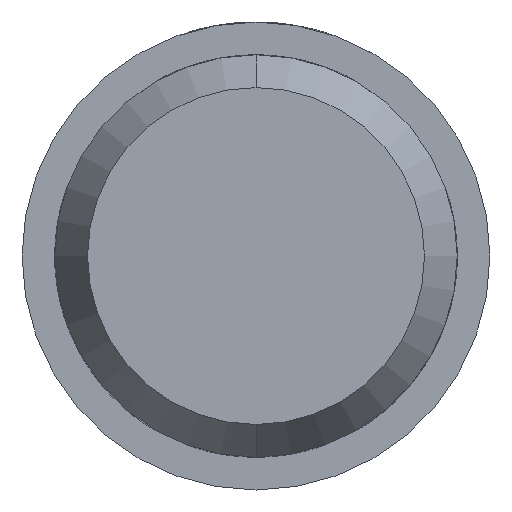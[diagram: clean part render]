
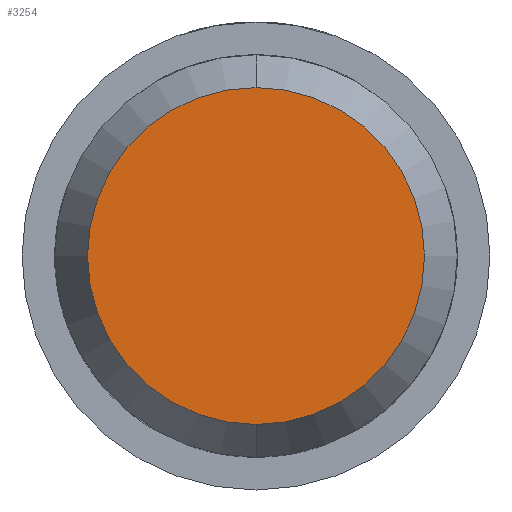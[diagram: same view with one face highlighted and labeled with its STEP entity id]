
A CAD part, front view. The second image highlights one B-rep face of the part: STEP entity #3254.
In plain terms, the highlighted planar face has unit normal (0, -1, 0).
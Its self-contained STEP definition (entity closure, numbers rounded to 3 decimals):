
#16 = CARTESIAN_POINT ( 'NONE',  ( 0., -16.3, 0.36 ) ) ;
#223 = DIRECTION ( 'NONE',  ( 0., 0., 1. ) ) ;
#837 = EDGE_CURVE ( 'Defeature ausgef�hrt3_5+Defeature ausgef�hrt3_6+Defeature ausgef�hrt3_6+Defeature ausgef�hrt3_6', #1663, #4199, #3317, .T. ) ;
#879 = CARTESIAN_POINT ( 'NONE',  ( 0.36, -16.3, 0. ) ) ;
#957 = DIRECTION ( 'NONE',  ( 0., 1., 0. ) ) ;
#1663 = VERTEX_POINT ( 'NONE', #3513 ) ;
#1701 = CIRCLE ( 'NONE', #3360, 0.36 ) ;
#1885 = DIRECTION ( 'NONE',  ( 0., 0., 1. ) ) ;
#1921 = AXIS2_PLACEMENT_3D ( 'NONE', #3944, #957, #223 ) ;
#2070 = DIRECTION ( 'NONE',  ( 0., 1., 0. ) ) ;
#2220 = PLANE ( 'NONE',  #3310 ) ;
#2313 = FACE_OUTER_BOUND ( 'NONE', #3752, .T. ) ;
#2352 = ORIENTED_EDGE ( 'NONE', *, *, #837, .F. ) ;
#2475 = EDGE_CURVE ( 'Defeature ausgef�hrt3_5+Defeature ausgef�hrt3_6+Defeature ausgef�hrt3_6+Defeature ausgef�hrt3_6', #4199, #1663, #1701, .T. ) ;
#3194 = DIRECTION ( 'NONE',  ( 0., 1., 0. ) ) ;
#3254 = ADVANCED_FACE ( 'Defeature ausgef�hrt3_6', ( #2313 ), #2220, .F. ) ;
#3275 = ORIENTED_EDGE ( 'NONE', *, *, #2475, .F. ) ;
#3310 = AXIS2_PLACEMENT_3D ( 'NONE', #879, #3194, #1885 ) ;
#3317 = CIRCLE ( 'NONE', #1921, 0.36 ) ;
#3360 = AXIS2_PLACEMENT_3D ( 'NONE', #3426, #2070, #3383 ) ;
#3383 = DIRECTION ( 'NONE',  ( 0., 0., 1. ) ) ;
#3426 = CARTESIAN_POINT ( 'NONE',  ( 0., -16.3, 0. ) ) ;
#3513 = CARTESIAN_POINT ( 'NONE',  ( 0., -16.3, -0.36 ) ) ;
#3752 = EDGE_LOOP ( 'NONE', ( #3275, #2352 ) ) ;
#3944 = CARTESIAN_POINT ( 'NONE',  ( 0., -16.3, 0. ) ) ;
#4199 = VERTEX_POINT ( 'NONE', #16 ) ;
